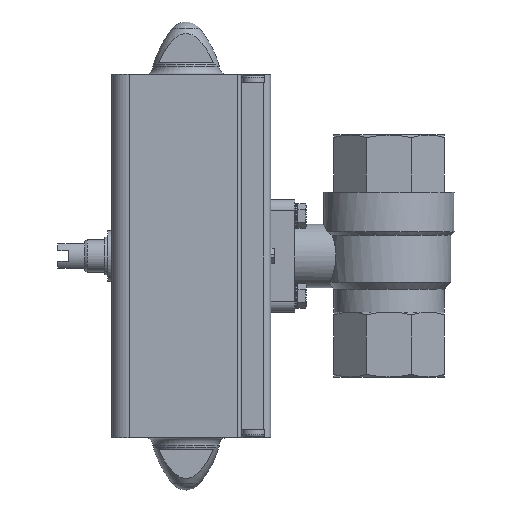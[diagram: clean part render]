
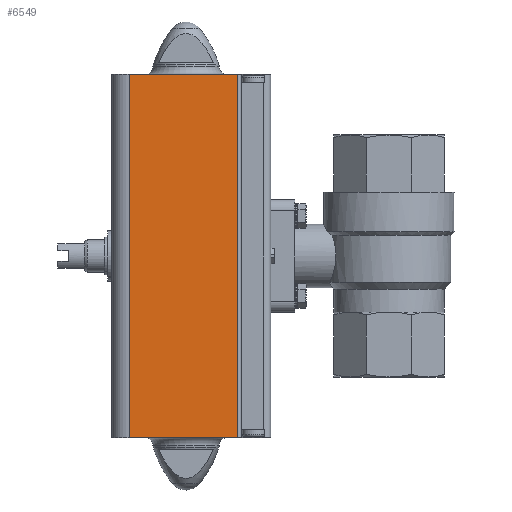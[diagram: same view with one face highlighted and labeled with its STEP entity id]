
A CAD part, left-side view. The second image highlights one B-rep face of the part: STEP entity #6549.
In plain terms, the highlighted planar face has unit normal (-1, 0, 0).
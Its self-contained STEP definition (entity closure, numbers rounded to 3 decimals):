
#290=PLANE('',#7069);
#583=LINE('',#9996,#1133);
#584=LINE('',#9999,#1134);
#585=LINE('',#10001,#1135);
#586=LINE('',#10003,#1136);
#1133=VECTOR('',#7917,1000.);
#1134=VECTOR('',#7918,1000.);
#1135=VECTOR('',#7919,1000.);
#1136=VECTOR('',#7920,1000.);
#1737=ORIENTED_EDGE('',*,*,#3555,.T.);
#1738=ORIENTED_EDGE('',*,*,#3556,.F.);
#1739=ORIENTED_EDGE('',*,*,#3557,.F.);
#1740=ORIENTED_EDGE('',*,*,#3558,.T.);
#3555=EDGE_CURVE('',#4458,#4459,#583,.T.);
#3556=EDGE_CURVE('',#4460,#4459,#584,.T.);
#3557=EDGE_CURVE('',#4461,#4460,#585,.T.);
#3558=EDGE_CURVE('',#4461,#4458,#586,.T.);
#4458=VERTEX_POINT('',#9997);
#4459=VERTEX_POINT('',#9998);
#4460=VERTEX_POINT('',#10000);
#4461=VERTEX_POINT('',#10002);
#5332=EDGE_LOOP('',(#1737,#1738,#1739,#1740));
#5891=FACE_BOUND('',#5332,.T.);
#6549=ADVANCED_FACE('',(#5891),#290,.F.);
#7069=AXIS2_PLACEMENT_3D('',#9995,#7915,#7916);
#7915=DIRECTION('',(1.,0.,0.));
#7916=DIRECTION('',(0.,0.,-1.));
#7917=DIRECTION('',(0.,-1.,0.));
#7918=DIRECTION('',(0.,0.,-1.));
#7919=DIRECTION('',(0.,-1.,0.));
#7920=DIRECTION('',(0.,0.,-1.));
#9995=CARTESIAN_POINT('',(-27.7,21.2,67.5));
#9996=CARTESIAN_POINT('',(-27.7,21.2,-67.5));
#9997=CARTESIAN_POINT('',(-27.7,21.2,-67.5));
#9998=CARTESIAN_POINT('',(-27.7,-19.3,-67.5));
#9999=CARTESIAN_POINT('',(-27.7,-19.3,67.5));
#10000=CARTESIAN_POINT('',(-27.7,-19.3,67.5));
#10001=CARTESIAN_POINT('',(-27.7,21.2,67.5));
#10002=CARTESIAN_POINT('',(-27.7,21.2,67.5));
#10003=CARTESIAN_POINT('',(-27.7,21.2,67.5));
